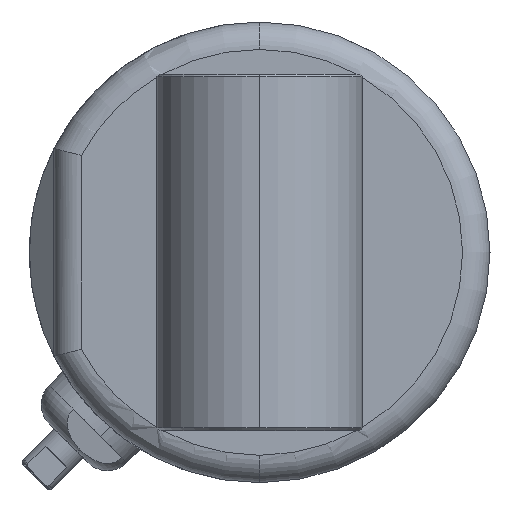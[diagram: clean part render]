
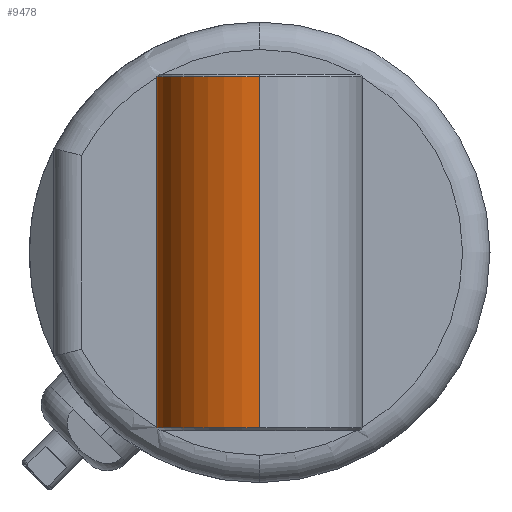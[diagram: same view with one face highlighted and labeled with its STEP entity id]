
A CAD part, left-side view. The second image highlights one B-rep face of the part: STEP entity #9478.
In plain terms, the highlighted cylindrical face has radius 7.5 mm (diameter 15 mm), a partial arc.
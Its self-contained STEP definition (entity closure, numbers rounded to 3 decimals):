
#736 = EDGE_CURVE ( 'NONE', #24837, #11097, #24679, .T. ) ;
#3214 = VECTOR ( 'NONE', #15144, 1000. ) ;
#3582 = DIRECTION ( 'NONE',  ( 1., 0., 0. ) ) ;
#4047 = ORIENTED_EDGE ( 'NONE', *, *, #19239, .T. ) ;
#4740 = AXIS2_PLACEMENT_3D ( 'NONE', #20475, #29532, #26918 ) ;
#5653 = CARTESIAN_POINT ( 'NONE',  ( -63.5, 0., 12.8 ) ) ;
#5683 = DIRECTION ( 'NONE',  ( 0., 0., 1. ) ) ;
#5986 = EDGE_LOOP ( 'NONE', ( #17337, #8028, #4047, #17489 ) ) ;
#6330 = EDGE_CURVE ( 'NONE', #24837, #27668, #27122, .T. ) ;
#6363 = CARTESIAN_POINT ( 'NONE',  ( -56., 7.5, -12.8 ) ) ;
#8028 = ORIENTED_EDGE ( 'NONE', *, *, #736, .T. ) ;
#9478 = ADVANCED_FACE ( 'NONE', ( #11086 ), #17551, .T. ) ;
#9749 = VECTOR ( 'NONE', #22775, 1000. ) ;
#9825 = CIRCLE ( 'NONE', #10332, 7.5 ) ;
#10332 = AXIS2_PLACEMENT_3D ( 'NONE', #14767, #5683, #27200 ) ;
#11086 = FACE_OUTER_BOUND ( 'NONE', #5986, .T. ) ;
#11097 = VERTEX_POINT ( 'NONE', #25104 ) ;
#12263 = VERTEX_POINT ( 'NONE', #6363 ) ;
#12521 = EDGE_CURVE ( 'NONE', #12263, #27668, #9825, .T. ) ;
#13199 = CARTESIAN_POINT ( 'NONE',  ( -63.5, 0., -12.8 ) ) ;
#14767 = CARTESIAN_POINT ( 'NONE',  ( -56., 0., -12.8 ) ) ;
#15144 = DIRECTION ( 'NONE',  ( 0., 0., -1. ) ) ;
#17337 = ORIENTED_EDGE ( 'NONE', *, *, #6330, .F. ) ;
#17489 = ORIENTED_EDGE ( 'NONE', *, *, #12521, .T. ) ;
#17551 = CYLINDRICAL_SURFACE ( 'NONE', #4740, 7.5 ) ;
#17555 = CARTESIAN_POINT ( 'NONE',  ( -56., 0., 12.8 ) ) ;
#17849 = LINE ( 'NONE', #29669, #9749 ) ;
#19239 = EDGE_CURVE ( 'NONE', #11097, #12263, #17849, .T. ) ;
#20475 = CARTESIAN_POINT ( 'NONE',  ( -56., 0., 13. ) ) ;
#22775 = DIRECTION ( 'NONE',  ( 0., 0., -1. ) ) ;
#23715 = AXIS2_PLACEMENT_3D ( 'NONE', #17555, #24796, #3582 ) ;
#24679 = CIRCLE ( 'NONE', #23715, 7.5 ) ;
#24796 = DIRECTION ( 'NONE',  ( 0., 0., -1. ) ) ;
#24837 = VERTEX_POINT ( 'NONE', #5653 ) ;
#25104 = CARTESIAN_POINT ( 'NONE',  ( -56., 7.5, 12.8 ) ) ;
#26814 = CARTESIAN_POINT ( 'NONE',  ( -63.5, 0., 13. ) ) ;
#26918 = DIRECTION ( 'NONE',  ( -1., 0., 0. ) ) ;
#27122 = LINE ( 'NONE', #26814, #3214 ) ;
#27200 = DIRECTION ( 'NONE',  ( 1., 0., 0. ) ) ;
#27668 = VERTEX_POINT ( 'NONE', #13199 ) ;
#29532 = DIRECTION ( 'NONE',  ( 0., 0., -1. ) ) ;
#29669 = CARTESIAN_POINT ( 'NONE',  ( -56., 7.5, 13. ) ) ;
